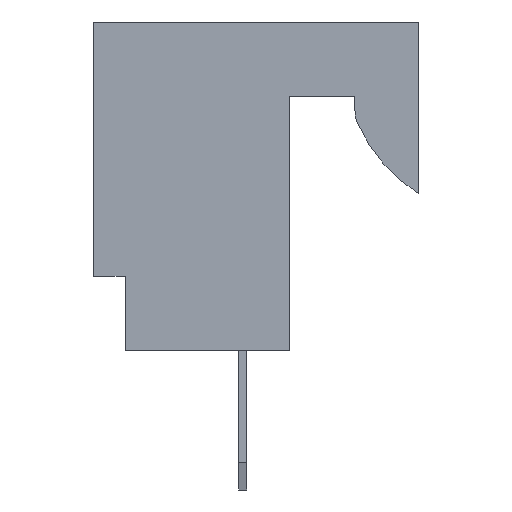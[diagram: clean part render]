
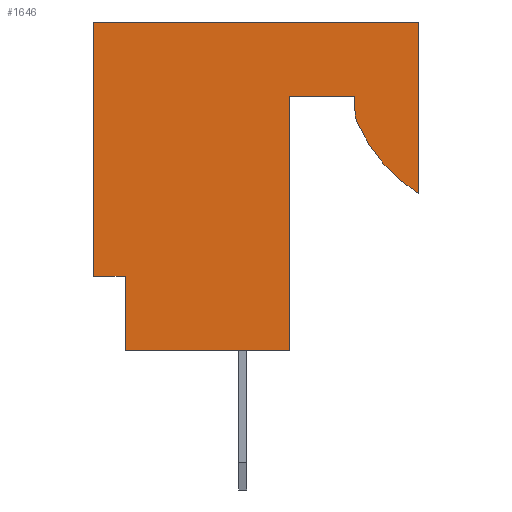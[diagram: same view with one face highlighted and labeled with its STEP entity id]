
A CAD part, left-side view. The second image highlights one B-rep face of the part: STEP entity #1646.
In plain terms, the highlighted planar face has unit normal (-1, 0, 0).
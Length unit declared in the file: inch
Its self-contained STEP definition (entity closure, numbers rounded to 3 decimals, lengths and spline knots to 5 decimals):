
#1=DIRECTION('',(0.,0.,-1.));
#2=VECTOR('',#1,0.16208);
#3=CARTESIAN_POINT('',(-0.098,0.,0.));
#4=LINE('',#3,#2);
#5=CARTESIAN_POINT('',(-0.098,-0.0797,-0.035));
#6=DIRECTION('',(1.,0.,0.));
#7=DIRECTION('',(0.,0.531,-0.847));
#8=AXIS2_PLACEMENT_3D('',#5,#6,#7);
#10=CARTESIAN_POINT('',(-0.098,0.03,-0.08365));
#11=DIRECTION('',(1.,0.,0.));
#12=DIRECTION('',(0.,0.914,-0.405));
#13=AXIS2_PLACEMENT_3D('',#10,#11,#12);
#15=DIRECTION('',(0.,0.,1.));
#16=VECTOR('',#15,0.01365);
#17=CARTESIAN_POINT('',(-0.098,0.06,-0.08365));
#18=LINE('',#17,#16);
#19=DIRECTION('',(0.,1.,0.));
#20=VECTOR('',#19,0.062);
#21=CARTESIAN_POINT('',(-0.098,0.06,-0.07));
#22=LINE('',#21,#20);
#23=DIRECTION('',(0.,0.,-1.));
#24=VECTOR('',#23,0.24);
#25=CARTESIAN_POINT('',(-0.098,0.122,-0.07));
#26=LINE('',#25,#24);
#27=DIRECTION('',(0.,1.,0.));
#28=VECTOR('',#27,0.155);
#29=CARTESIAN_POINT('',(-0.098,0.122,-0.31));
#30=LINE('',#29,#28);
#31=DIRECTION('',(0.,0.,1.));
#32=VECTOR('',#31,0.07);
#33=CARTESIAN_POINT('',(-0.098,0.277,-0.31));
#34=LINE('',#33,#32);
#35=DIRECTION('',(0.,1.,0.));
#36=VECTOR('',#35,0.03);
#37=CARTESIAN_POINT('',(-0.098,0.277,-0.24));
#38=LINE('',#37,#36);
#39=DIRECTION('',(0.,0.,1.));
#40=VECTOR('',#39,0.24);
#41=CARTESIAN_POINT('',(-0.098,0.307,-0.24));
#42=LINE('',#41,#40);
#43=DIRECTION('',(0.,-1.,0.));
#44=VECTOR('',#43,0.307);
#45=CARTESIAN_POINT('',(-0.098,0.307,0.));
#46=LINE('',#45,#44);
#1229=CARTESIAN_POINT('',(-0.098,0.,0.));
#1230=CARTESIAN_POINT('',(-0.098,0.,-0.16208));
#1231=VERTEX_POINT('',#1229);
#1232=VERTEX_POINT('',#1230);
#1233=CARTESIAN_POINT('',(-0.098,0.06,-0.07));
#1234=CARTESIAN_POINT('',(-0.098,0.122,-0.07));
#1235=VERTEX_POINT('',#1233);
#1236=VERTEX_POINT('',#1234);
#1237=CARTESIAN_POINT('',(-0.098,0.122,-0.31));
#1238=VERTEX_POINT('',#1237);
#1239=CARTESIAN_POINT('',(-0.098,0.277,-0.31));
#1240=VERTEX_POINT('',#1239);
#1241=CARTESIAN_POINT('',(-0.098,0.277,-0.24));
#1242=VERTEX_POINT('',#1241);
#1243=CARTESIAN_POINT('',(-0.098,0.307,-0.24));
#1244=VERTEX_POINT('',#1243);
#1245=CARTESIAN_POINT('',(-0.098,0.307,0.));
#1246=VERTEX_POINT('',#1245);
#1413=CARTESIAN_POINT('',(-0.098,0.05742,-0.09581));
#1414=VERTEX_POINT('',#1413);
#1415=CARTESIAN_POINT('',(-0.098,0.06,-0.08365));
#1416=VERTEX_POINT('',#1415);
#1617=CARTESIAN_POINT('',(-0.098,0.,0.));
#1618=DIRECTION('',(1.,0.,0.));
#1619=DIRECTION('',(0.,0.,-1.));
#1620=AXIS2_PLACEMENT_3D('',#1617,#1618,#1619);
#1621=PLANE('',#1620);
#1623=ORIENTED_EDGE('',*,*,#1622,.T.);
#1625=ORIENTED_EDGE('',*,*,#1624,.T.);
#1627=ORIENTED_EDGE('',*,*,#1626,.T.);
#1629=ORIENTED_EDGE('',*,*,#1628,.T.);
#1631=ORIENTED_EDGE('',*,*,#1630,.T.);
#1633=ORIENTED_EDGE('',*,*,#1632,.T.);
#1635=ORIENTED_EDGE('',*,*,#1634,.T.);
#1637=ORIENTED_EDGE('',*,*,#1636,.T.);
#1639=ORIENTED_EDGE('',*,*,#1638,.T.);
#1641=ORIENTED_EDGE('',*,*,#1640,.T.);
#1643=ORIENTED_EDGE('',*,*,#1642,.T.);
#1644=EDGE_LOOP('',(#1623,#1625,#1627,#1629,#1631,#1633,#1635,#1637,#1639,#1641,
#1643));
#1645=FACE_OUTER_BOUND('',#1644,.F.);
#1646=ADVANCED_FACE('',(#1645),#1621,.F.);
#9=CIRCLE('',#8,0.15);
#14=CIRCLE('',#13,0.03);
#1622=EDGE_CURVE('',#1231,#1232,#4,.T.);
#1624=EDGE_CURVE('',#1232,#1414,#9,.T.);
#1626=EDGE_CURVE('',#1414,#1416,#14,.T.);
#1628=EDGE_CURVE('',#1416,#1235,#18,.T.);
#1630=EDGE_CURVE('',#1235,#1236,#22,.T.);
#1632=EDGE_CURVE('',#1236,#1238,#26,.T.);
#1634=EDGE_CURVE('',#1238,#1240,#30,.T.);
#1636=EDGE_CURVE('',#1240,#1242,#34,.T.);
#1638=EDGE_CURVE('',#1242,#1244,#38,.T.);
#1640=EDGE_CURVE('',#1244,#1246,#42,.T.);
#1642=EDGE_CURVE('',#1246,#1231,#46,.T.);
